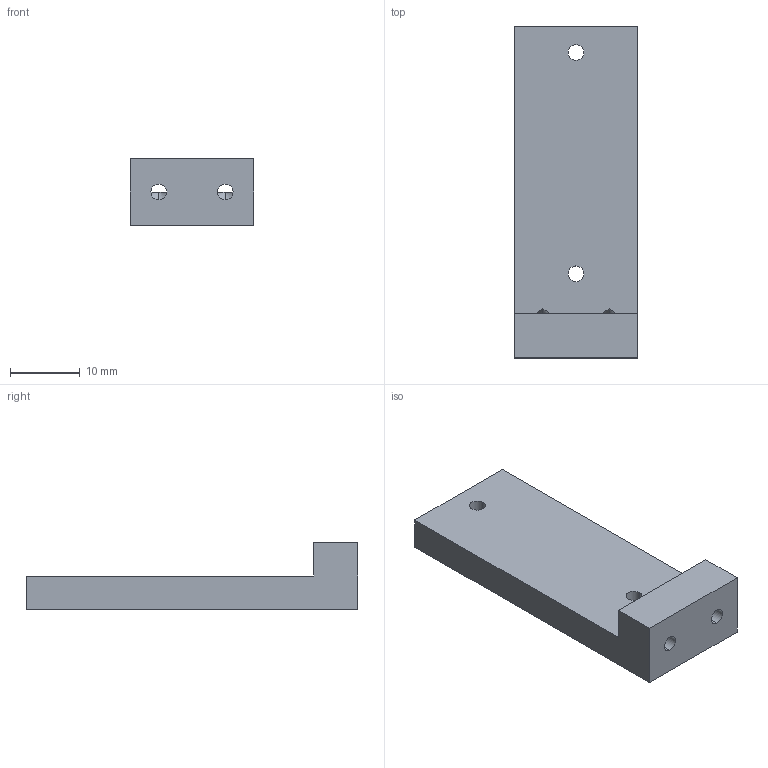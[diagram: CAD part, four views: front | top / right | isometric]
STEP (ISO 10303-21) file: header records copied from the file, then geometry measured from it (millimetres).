
FILE_DESCRIPTION (( 'STEP AP203' ), '1' );
FILE_NAME ('cold-box-standoff.STEP', '2024-03-07T00:03:49', ( '' ), ( '' ), 'SwSTEP 2.0', 'SolidWorks 2023', '' );
FILE_SCHEMA (( 'CONFIG_CONTROL_DESIGN' ));
Length unit declared in the file: inch
Products named in the file (1): cold-box-standoff
Bounding box: 17.78 x 47.62 x 9.53 mm (x, y, z)
Volume: 4480.3 mm3; surface area: 2679.3 mm2
Topology: 1 solids, 1 shells, 20 faces, 58 edges, 34 vertices
Faces by surface type: cylinder 8, plane 8, cone 4
Entity records: 725 total; most frequent: DIRECTION 116, CARTESIAN_POINT 109, ORIENTED_EDGE 108, EDGE_CURVE 54, AXIS2_PLACEMENT_3D 41, VERTEX_POINT 34, VECTOR 34, LINE 34
